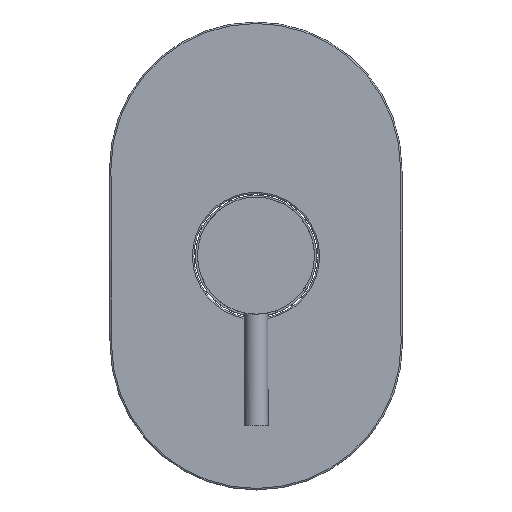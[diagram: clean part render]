
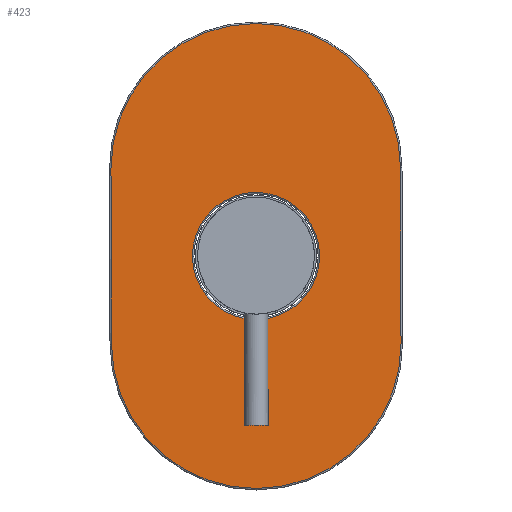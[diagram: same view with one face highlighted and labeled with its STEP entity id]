
A CAD part, top view. The second image highlights one B-rep face of the part: STEP entity #423.
In plain terms, the highlighted planar face has unit normal (0, 0, 1).
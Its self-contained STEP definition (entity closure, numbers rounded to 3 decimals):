
#115 = CARTESIAN_POINT ( 'NONE',  ( -61.008, -11.071, 157.939 ) ) ;
#166 = CARTESIAN_POINT ( 'NONE',  ( -33.174, -40.993, 157.939 ) ) ;
#186 = CARTESIAN_POINT ( 'NONE',  ( -11.424, -40.932, 157.939 ) ) ;
#223 = DIRECTION ( 'NONE',  ( 1., 0.003, 0. ) ) ;
#234 = ORIENTED_EDGE ( 'NONE', *, *, #900, .T. ) ;
#269 = FACE_OUTER_BOUND ( 'NONE', #693, .T. ) ;
#379 = VERTEX_POINT ( 'NONE', #747 ) ;
#391 = CARTESIAN_POINT ( 'NONE',  ( -11.509, -10.932, 157.939 ) ) ;
#423 = ADVANCED_FACE ( 'NONE', ( #269, #2035 ), #683, .T. ) ;
#443 = CARTESIAN_POINT ( 'NONE',  ( 38.16, -70.792, 157.939 ) ) ;
#498 = EDGE_CURVE ( 'NONE', #1281, #1126, #1185, .T. ) ;
#532 = EDGE_CURVE ( 'NONE', #1453, #1281, #837, .T. ) ;
#533 = CIRCLE ( 'NONE', #1318, 49.5 ) ;
#541 = ORIENTED_EDGE ( 'NONE', *, *, #498, .T. ) ;
#556 = DIRECTION ( 'NONE',  ( 1., 0.003, 0. ) ) ;
#560 = DIRECTION ( 'NONE',  ( 0., 0., 1. ) ) ;
#562 = EDGE_CURVE ( 'NONE', #1171, #1453, #533, .T. ) ;
#660 = ORIENTED_EDGE ( 'NONE', *, *, #562, .T. ) ;
#661 = EDGE_CURVE ( 'NONE', #1770, #379, #2028, .T. ) ;
#683 = PLANE ( 'NONE',  #846 ) ;
#693 = EDGE_LOOP ( 'NONE', ( #541, #1779, #660, #875 ) ) ;
#724 = DIRECTION ( 'NONE',  ( 1., 0.003, 0. ) ) ;
#747 = CARTESIAN_POINT ( 'NONE',  ( 10.326, -40.871, 157.939 ) ) ;
#764 = VECTOR ( 'NONE', #1683, 1000. ) ;
#778 = CARTESIAN_POINT ( 'NONE',  ( -60.84, -71.071, 157.939 ) ) ;
#837 = LINE ( 'NONE', #1360, #2059 ) ;
#846 = AXIS2_PLACEMENT_3D ( 'NONE', #391, #1646, #223 ) ;
#875 = ORIENTED_EDGE ( 'NONE', *, *, #532, .T. ) ;
#900 = EDGE_CURVE ( 'NONE', #379, #1770, #1132, .T. ) ;
#926 = DIRECTION ( 'NONE',  ( 1., 0.003, 0. ) ) ;
#995 = DIRECTION ( 'NONE',  ( 1., 0.003, 0. ) ) ;
#1038 = CARTESIAN_POINT ( 'NONE',  ( -11.34, -70.932, 157.939 ) ) ;
#1090 = AXIS2_PLACEMENT_3D ( 'NONE', #186, #1618, #995 ) ;
#1126 = VERTEX_POINT ( 'NONE', #443 ) ;
#1132 = CIRCLE ( 'NONE', #1090, 21.75 ) ;
#1171 = VERTEX_POINT ( 'NONE', #1406 ) ;
#1185 = CIRCLE ( 'NONE', #1859, 49.5 ) ;
#1281 = VERTEX_POINT ( 'NONE', #778 ) ;
#1318 = AXIS2_PLACEMENT_3D ( 'NONE', #1521, #560, #556 ) ;
#1360 = CARTESIAN_POINT ( 'NONE',  ( -60.84, -71.071, 157.939 ) ) ;
#1406 = CARTESIAN_POINT ( 'NONE',  ( 37.991, -10.793, 157.939 ) ) ;
#1453 = VERTEX_POINT ( 'NONE', #115 ) ;
#1521 = CARTESIAN_POINT ( 'NONE',  ( -11.509, -10.932, 157.939 ) ) ;
#1548 = CARTESIAN_POINT ( 'NONE',  ( -11.424, -40.932, 157.939 ) ) ;
#1575 = EDGE_LOOP ( 'NONE', ( #234, #2022 ) ) ;
#1618 = DIRECTION ( 'NONE',  ( 0., 0., -1. ) ) ;
#1633 = EDGE_CURVE ( 'NONE', #1126, #1171, #1743, .T. ) ;
#1646 = DIRECTION ( 'NONE',  ( 0., 0., 1. ) ) ;
#1673 = CARTESIAN_POINT ( 'NONE',  ( 37.991, -10.793, 157.939 ) ) ;
#1682 = DIRECTION ( 'NONE',  ( 0., 0., 1. ) ) ;
#1683 = DIRECTION ( 'NONE',  ( -0.003, 1., 0. ) ) ;
#1743 = LINE ( 'NONE', #1673, #764 ) ;
#1770 = VERTEX_POINT ( 'NONE', #166 ) ;
#1779 = ORIENTED_EDGE ( 'NONE', *, *, #1633, .T. ) ;
#1859 = AXIS2_PLACEMENT_3D ( 'NONE', #1038, #1682, #724 ) ;
#1890 = DIRECTION ( 'NONE',  ( 0., 0., -1. ) ) ;
#1989 = DIRECTION ( 'NONE',  ( 0.003, -1., 0. ) ) ;
#2022 = ORIENTED_EDGE ( 'NONE', *, *, #661, .T. ) ;
#2028 = CIRCLE ( 'NONE', #2029, 21.75 ) ;
#2029 = AXIS2_PLACEMENT_3D ( 'NONE', #1548, #1890, #926 ) ;
#2035 = FACE_BOUND ( 'NONE', #1575, .T. ) ;
#2059 = VECTOR ( 'NONE', #1989, 1000. ) ;
